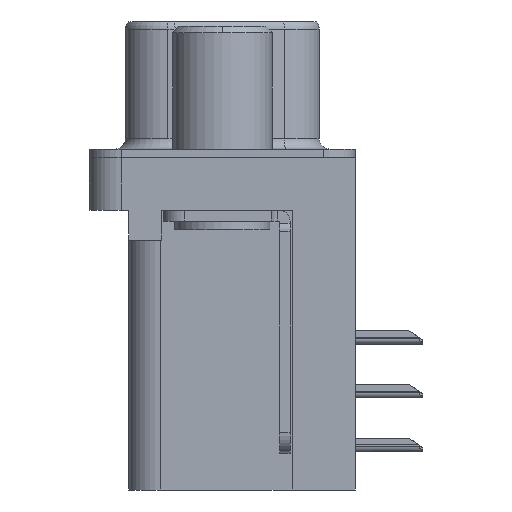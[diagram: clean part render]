
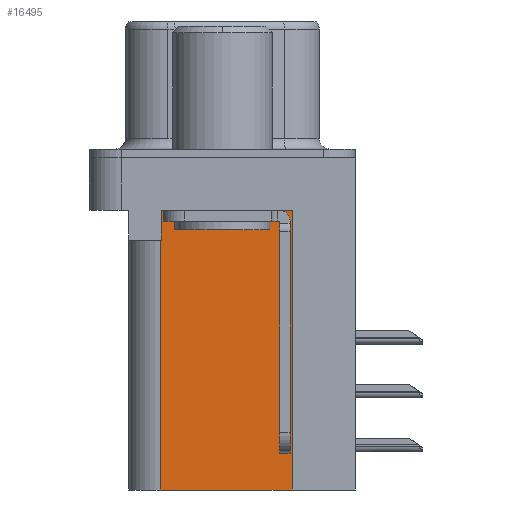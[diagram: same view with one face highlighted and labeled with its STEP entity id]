
A CAD part, left-side view. The second image highlights one B-rep face of the part: STEP entity #16495.
In plain terms, the highlighted planar face has unit normal (-1, 0, 0).
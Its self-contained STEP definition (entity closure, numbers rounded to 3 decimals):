
#124 = VERTEX_POINT ( 'NONE', #24594 ) ;
#927 = DIRECTION ( 'NONE',  ( 0., 1., 0. ) ) ;
#988 = LINE ( 'NONE', #9835, #24612 ) ;
#1088 = FACE_OUTER_BOUND ( 'NONE', #6606, .T. ) ;
#1163 = AXIS2_PLACEMENT_3D ( 'NONE', #8037, #8129, #24164 ) ;
#2496 = VECTOR ( 'NONE', #21308, 1000. ) ;
#2573 = CARTESIAN_POINT ( 'NONE',  ( 3.7, 2.895, -3.9 ) ) ;
#2861 = VECTOR ( 'NONE', #24681, 1000. ) ;
#3594 = CARTESIAN_POINT ( 'NONE',  ( 3.7, 2.925, -15.7 ) ) ;
#4866 = DIRECTION ( 'NONE',  ( 0., 0., -1. ) ) ;
#5532 = VERTEX_POINT ( 'NONE', #8700 ) ;
#6359 = CARTESIAN_POINT ( 'NONE',  ( 3.7, -3.295, -15.7 ) ) ;
#6606 = EDGE_LOOP ( 'NONE', ( #14827, #25916, #21571, #26854, #15967, #22513 ) ) ;
#6856 = EDGE_CURVE ( 'NONE', #124, #24225, #20352, .T. ) ;
#7695 = CARTESIAN_POINT ( 'NONE',  ( 3.7, 0., -3.9 ) ) ;
#8037 = CARTESIAN_POINT ( 'NONE',  ( 3.7, -3.295, -15.7 ) ) ;
#8129 = DIRECTION ( 'NONE',  ( 1., 0., 0. ) ) ;
#8700 = CARTESIAN_POINT ( 'NONE',  ( 3.7, 2.895, -3.9 ) ) ;
#9835 = CARTESIAN_POINT ( 'NONE',  ( 3.7, -3.295, -2.5 ) ) ;
#10669 = CARTESIAN_POINT ( 'NONE',  ( 3.7, 2.925, -3.9 ) ) ;
#11990 = EDGE_CURVE ( 'NONE', #28950, #24673, #17542, .T. ) ;
#12078 = EDGE_CURVE ( 'NONE', #5532, #24673, #16098, .T. ) ;
#14512 = VERTEX_POINT ( 'NONE', #25803 ) ;
#14827 = ORIENTED_EDGE ( 'NONE', *, *, #18529, .T. ) ;
#15967 = ORIENTED_EDGE ( 'NONE', *, *, #25625, .F. ) ;
#16098 = LINE ( 'NONE', #7695, #20730 ) ;
#16179 = EDGE_CURVE ( 'NONE', #14512, #5532, #26527, .T. ) ;
#16495 = ADVANCED_FACE ( 'NONE', ( #1088 ), #21842, .F. ) ;
#16819 = VECTOR ( 'NONE', #25826, 1000. ) ;
#17542 = LINE ( 'NONE', #28055, #16819 ) ;
#18529 = EDGE_CURVE ( 'NONE', #24225, #14512, #988, .T. ) ;
#18998 = CARTESIAN_POINT ( 'NONE',  ( 3.7, -3.295, -15.7 ) ) ;
#19019 = DIRECTION ( 'NONE',  ( 0., 1., 0. ) ) ;
#19285 = LINE ( 'NONE', #18998, #2496 ) ;
#20352 = LINE ( 'NONE', #6359, #2861 ) ;
#20394 = VECTOR ( 'NONE', #4866, 1000. ) ;
#20730 = VECTOR ( 'NONE', #927, 1000. ) ;
#21308 = DIRECTION ( 'NONE',  ( 0., 1., 0. ) ) ;
#21571 = ORIENTED_EDGE ( 'NONE', *, *, #12078, .T. ) ;
#21842 = PLANE ( 'NONE',  #1163 ) ;
#22513 = ORIENTED_EDGE ( 'NONE', *, *, #6856, .T. ) ;
#24164 = DIRECTION ( 'NONE',  ( 0., 0., -1. ) ) ;
#24225 = VERTEX_POINT ( 'NONE', #25207 ) ;
#24594 = CARTESIAN_POINT ( 'NONE',  ( 3.7, -3.295, -15.7 ) ) ;
#24612 = VECTOR ( 'NONE', #19019, 1000. ) ;
#24673 = VERTEX_POINT ( 'NONE', #10669 ) ;
#24681 = DIRECTION ( 'NONE',  ( 0., 0., 1. ) ) ;
#25207 = CARTESIAN_POINT ( 'NONE',  ( 3.7, -3.295, -2.5 ) ) ;
#25625 = EDGE_CURVE ( 'NONE', #124, #28950, #19285, .T. ) ;
#25803 = CARTESIAN_POINT ( 'NONE',  ( 3.7, 2.895, -2.5 ) ) ;
#25826 = DIRECTION ( 'NONE',  ( 0., 0., 1. ) ) ;
#25916 = ORIENTED_EDGE ( 'NONE', *, *, #16179, .T. ) ;
#26527 = LINE ( 'NONE', #2573, #20394 ) ;
#26854 = ORIENTED_EDGE ( 'NONE', *, *, #11990, .F. ) ;
#28055 = CARTESIAN_POINT ( 'NONE',  ( 3.7, 2.925, -15.7 ) ) ;
#28950 = VERTEX_POINT ( 'NONE', #3594 ) ;
